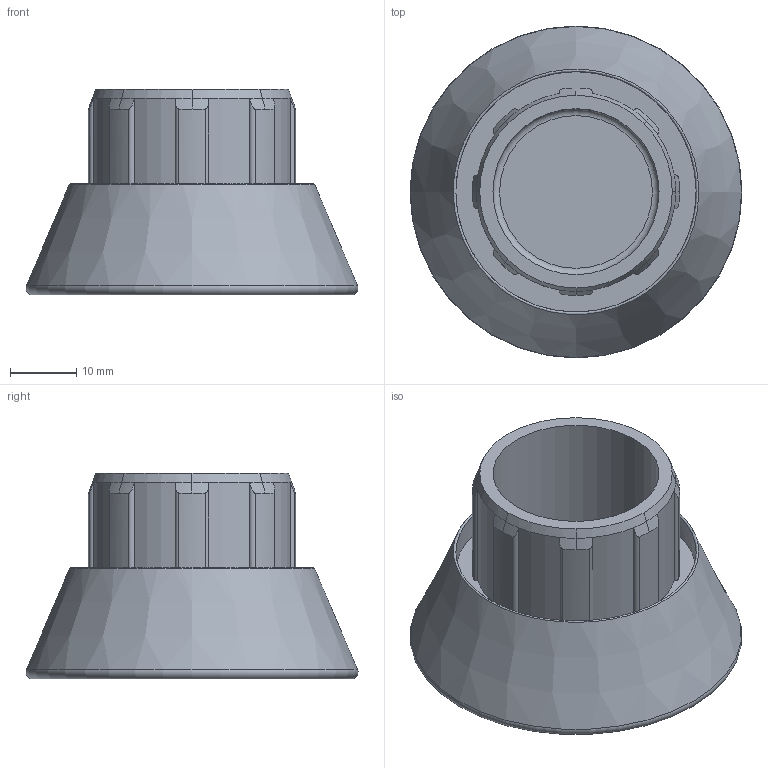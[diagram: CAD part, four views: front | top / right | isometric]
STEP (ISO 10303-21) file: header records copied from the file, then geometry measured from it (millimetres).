
FILE_DESCRIPTION(('FreeCAD Model'),'2;1');
FILE_NAME('Open CASCADE Shape Model','2026-02-07T16:32:40',(''),(''), 'Open CASCADE STEP processor 7.8','FreeCAD','Unknown');
FILE_SCHEMA(('AUTOMOTIVE_DESIGN { 1 0 10303 214 1 1 1 1 }'));
Length unit declared in the file: millimetre
Products named in the file (1): Körper
Bounding box: 49.99 x 49.99 x 31 mm (x, y, z)
Volume: 20994.8 mm3; surface area: 9770.7 mm2
Topology: 1 solids, 1 shells, 64 faces, 163 edges, 103 vertices
Faces by surface type: cylinder 34, cone 23, plane 4, torus 2, bspline 1
Full cylindrical faces by diameter (mm): 25 x1, 36.2 x1
Entity records: 6084 total; most frequent: CARTESIAN_POINT 2804, DIRECTION 626, ORIENTED_EDGE 326, PCURVE 326, DEFINITIONAL_REPRESENTATION 326, LINE 282, VECTOR 282, EDGE_CURVE 163
